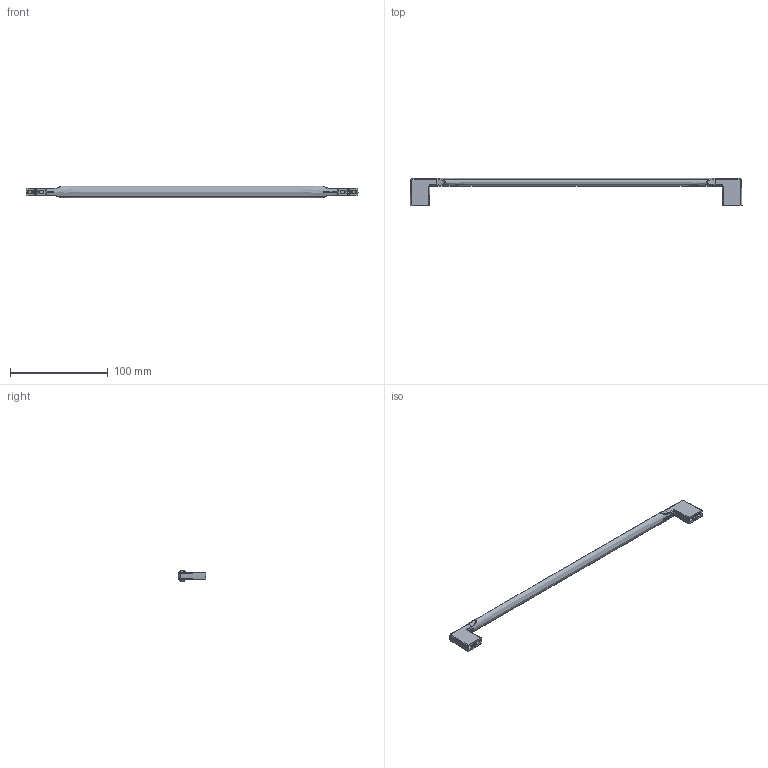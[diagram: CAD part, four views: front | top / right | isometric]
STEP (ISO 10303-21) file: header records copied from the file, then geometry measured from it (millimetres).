
FILE_DESCRIPTION(('Creo Elements/Direct Modeling STEP Export'),'2;1');
FILE_NAME('2496-340.stp','2020-06-10T 8:47:23',(''),(''),'Creo Elements/Direct Modeling STEP processor for AP214 (Solid Model)','Creo Elements/Direct Modeling 20.0 12-Nov-2016 (C) Parametric Technology GmbH','');
FILE_SCHEMA(('AUTOMOTIVE_DESIGN { 1 0 10303 214 1 1 1 1 }'));
Products named in the file (1): ZN-11086
Bounding box: 339.99 x 28 x 12 mm (x, y, z)
Volume: 28591.7 mm3; surface area: 14537.9 mm2
Topology: 1 solids, 1 shells, 654 faces, 1855 edges, 1226 vertices
Faces by surface type: plane 395, extrusion 203, bspline 25, cylinder 23, cone 8
Entity records: 42329 total; most frequent: CARTESIAN_POINT 26832, ORIENTED_EDGE 3702, DIRECTION 2127, EDGE_CURVE 1851, VECTOR 1253, VERTEX_POINT 1226, LINE 1055, B_SPLINE_CURVE_WITH_KNOTS 936
